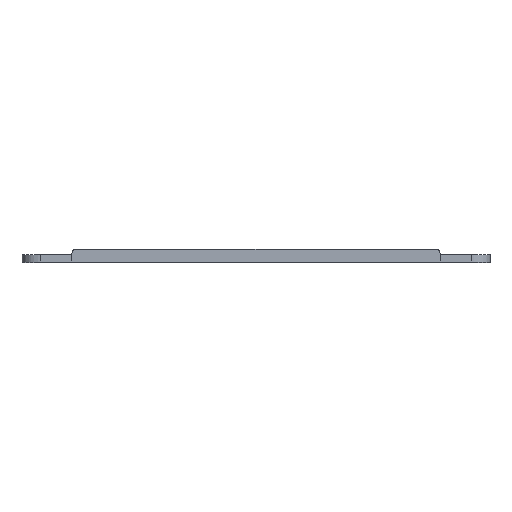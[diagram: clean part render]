
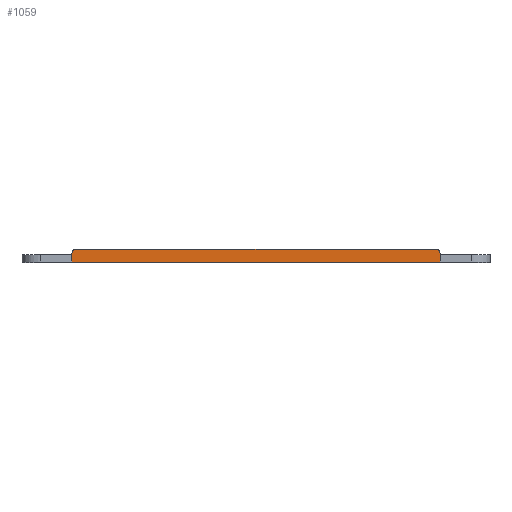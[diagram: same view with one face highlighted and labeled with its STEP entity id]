
A CAD part, top view. The second image highlights one B-rep face of the part: STEP entity #1059.
In plain terms, the highlighted planar face has unit normal (0, 0, 1).
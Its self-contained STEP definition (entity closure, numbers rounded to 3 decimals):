
#12 = EDGE_CURVE ( 'NONE', #560, #1389, #1225, .T. ) ;
#22 = EDGE_CURVE ( 'NONE', #1389, #359, #1669, .T. ) ;
#31 = EDGE_CURVE ( 'NONE', #467, #560, #1176, .T. ) ;
#48 = EDGE_CURVE ( 'NONE', #359, #1303, #691, .T. ) ;
#77 = ORIENTED_EDGE ( 'NONE', *, *, #48, .T. ) ;
#142 = ORIENTED_EDGE ( 'NONE', *, *, #22, .T. ) ;
#156 = CARTESIAN_POINT ( 'NONE',  ( 47.95, 1.35, 43.05 ) ) ;
#157 = VECTOR ( 'NONE', #798, 1000. ) ;
#238 = VECTOR ( 'NONE', #1810, 1000. ) ;
#271 = AXIS2_PLACEMENT_3D ( 'NONE', #1440, #1437, #1434 ) ;
#359 = VERTEX_POINT ( 'NONE', #708 ) ;
#385 = ORIENTED_EDGE ( 'NONE', *, *, #1601, .T. ) ;
#467 = VERTEX_POINT ( 'NONE', #647 ) ;
#476 = VERTEX_POINT ( 'NONE', #596 ) ;
#560 = VERTEX_POINT ( 'NONE', #156 ) ;
#580 = DIRECTION ( 'NONE',  ( 1., 0., 0. ) ) ;
#583 = LINE ( 'NONE', #808, #157 ) ;
#596 = CARTESIAN_POINT ( 'NONE',  ( 48.95, -2., 43.05 ) ) ;
#610 = CARTESIAN_POINT ( 'NONE',  ( -48.95, -2., 43.05 ) ) ;
#647 = CARTESIAN_POINT ( 'NONE',  ( 48.95, 0.35, 43.05 ) ) ;
#691 = LINE ( 'NONE', #1814, #238 ) ;
#708 = CARTESIAN_POINT ( 'NONE',  ( -48.95, 0.35, 43.05 ) ) ;
#791 = VECTOR ( 'NONE', #1906, 1000. ) ;
#798 = DIRECTION ( 'NONE',  ( 0., 1., 0. ) ) ;
#808 = CARTESIAN_POINT ( 'NONE',  ( 48.95, -2., 43.05 ) ) ;
#822 = ORIENTED_EDGE ( 'NONE', *, *, #1754, .T. ) ;
#911 = EDGE_LOOP ( 'NONE', ( #1435, #142, #77, #822, #385, #1765 ) ) ;
#924 = VECTOR ( 'NONE', #580, 1000. ) ;
#1059 = ADVANCED_FACE ( 'NONE', ( #1680 ), #1450, .F. ) ;
#1112 = CARTESIAN_POINT ( 'NONE',  ( -47.95, 1.35, 43.05 ) ) ;
#1162 = AXIS2_PLACEMENT_3D ( 'NONE', #1850, #1800, #1843 ) ;
#1166 = AXIS2_PLACEMENT_3D ( 'NONE', #1860, #1849, #1826 ) ;
#1176 = CIRCLE ( 'NONE', #1162, 1. ) ;
#1225 = LINE ( 'NONE', #1905, #791 ) ;
#1232 = CARTESIAN_POINT ( 'NONE',  ( -48.95, -2., 43.05 ) ) ;
#1303 = VERTEX_POINT ( 'NONE', #1232 ) ;
#1361 = LINE ( 'NONE', #610, #924 ) ;
#1389 = VERTEX_POINT ( 'NONE', #1112 ) ;
#1434 = DIRECTION ( 'NONE',  ( -1., 0., 0. ) ) ;
#1435 = ORIENTED_EDGE ( 'NONE', *, *, #12, .T. ) ;
#1437 = DIRECTION ( 'NONE',  ( 0., 0., -1. ) ) ;
#1440 = CARTESIAN_POINT ( 'NONE',  ( 0., 0., 43.05 ) ) ;
#1450 = PLANE ( 'NONE',  #271 ) ;
#1601 = EDGE_CURVE ( 'NONE', #476, #467, #583, .T. ) ;
#1669 = CIRCLE ( 'NONE', #1166, 1. ) ;
#1680 = FACE_OUTER_BOUND ( 'NONE', #911, .T. ) ;
#1754 = EDGE_CURVE ( 'NONE', #1303, #476, #1361, .T. ) ;
#1765 = ORIENTED_EDGE ( 'NONE', *, *, #31, .T. ) ;
#1800 = DIRECTION ( 'NONE',  ( 0., 0., 1. ) ) ;
#1810 = DIRECTION ( 'NONE',  ( 0., -1., 0. ) ) ;
#1814 = CARTESIAN_POINT ( 'NONE',  ( -48.95, -2., 43.05 ) ) ;
#1826 = DIRECTION ( 'NONE',  ( -1., 0., 0. ) ) ;
#1843 = DIRECTION ( 'NONE',  ( -1., 0., 0. ) ) ;
#1849 = DIRECTION ( 'NONE',  ( 0., 0., 1. ) ) ;
#1850 = CARTESIAN_POINT ( 'NONE',  ( 47.95, 0.35, 43.05 ) ) ;
#1860 = CARTESIAN_POINT ( 'NONE',  ( -47.95, 0.35, 43.05 ) ) ;
#1905 = CARTESIAN_POINT ( 'NONE',  ( -48.95, 1.35, 43.05 ) ) ;
#1906 = DIRECTION ( 'NONE',  ( -1., 0., 0. ) ) ;
